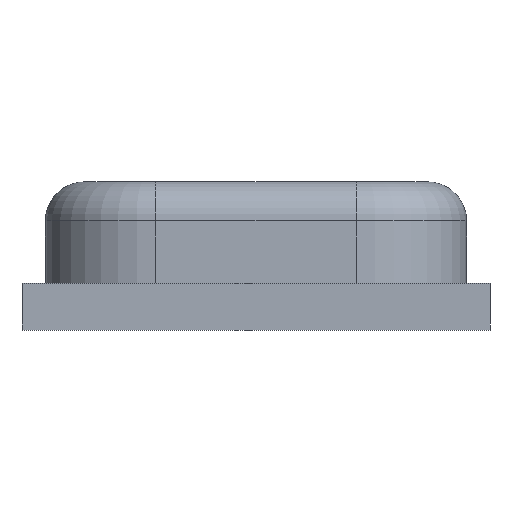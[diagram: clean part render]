
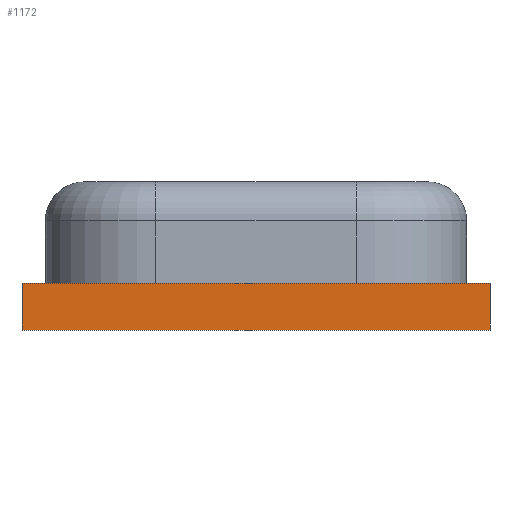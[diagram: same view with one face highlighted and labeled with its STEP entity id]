
A CAD part, front view. The second image highlights one B-rep face of the part: STEP entity #1172.
In plain terms, the highlighted planar face has unit normal (0, -1, 0).
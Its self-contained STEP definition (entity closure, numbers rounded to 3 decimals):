
#128 = PLANE('',#129);
#129 = AXIS2_PLACEMENT_3D('',#130,#131,#132);
#130 = CARTESIAN_POINT('',(-1.5,2.5,0.3));
#131 = DIRECTION('',(0.,0.,1.));
#132 = DIRECTION('',(1.,0.,0.));
#339 = VERTEX_POINT('',#340);
#340 = CARTESIAN_POINT('',(-1.5,-2.5,0.3));
#354 = PLANE('',#355);
#355 = AXIS2_PLACEMENT_3D('',#356,#357,#358);
#356 = CARTESIAN_POINT('',(-1.5,-2.5,0.));
#357 = DIRECTION('',(-1.,0.,0.));
#358 = DIRECTION('',(0.,1.,0.));
#366 = EDGE_CURVE('',#367,#339,#369,.T.);
#367 = VERTEX_POINT('',#368);
#368 = CARTESIAN_POINT('',(1.5,-2.5,0.3));
#369 = SURFACE_CURVE('',#370,(#374,#381),.PCURVE_S1.);
#370 = LINE('',#371,#372);
#371 = CARTESIAN_POINT('',(1.5,-2.5,0.3));
#372 = VECTOR('',#373,1.);
#373 = DIRECTION('',(-1.,0.,0.));
#374 = PCURVE('',#128,#375);
#375 = DEFINITIONAL_REPRESENTATION('',(#376),#380);
#376 = LINE('',#377,#378);
#377 = CARTESIAN_POINT('',(3.,-5.));
#378 = VECTOR('',#379,1.);
#379 = DIRECTION('',(-1.,0.));
#380 = ( GEOMETRIC_REPRESENTATION_CONTEXT(2) 
PARAMETRIC_REPRESENTATION_CONTEXT() REPRESENTATION_CONTEXT('2D SPACE',''
  ) );
#381 = PCURVE('',#382,#387);
#382 = PLANE('',#383);
#383 = AXIS2_PLACEMENT_3D('',#384,#385,#386);
#384 = CARTESIAN_POINT('',(1.5,-2.5,0.));
#385 = DIRECTION('',(0.,-1.,0.));
#386 = DIRECTION('',(-1.,0.,0.));
#387 = DEFINITIONAL_REPRESENTATION('',(#388),#392);
#388 = LINE('',#389,#390);
#389 = CARTESIAN_POINT('',(0.,-0.3));
#390 = VECTOR('',#391,1.);
#391 = DIRECTION('',(1.,0.));
#392 = ( GEOMETRIC_REPRESENTATION_CONTEXT(2) 
PARAMETRIC_REPRESENTATION_CONTEXT() REPRESENTATION_CONTEXT('2D SPACE',''
  ) );
#408 = PLANE('',#409);
#409 = AXIS2_PLACEMENT_3D('',#410,#411,#412);
#410 = CARTESIAN_POINT('',(1.5,2.5,0.));
#411 = DIRECTION('',(1.,0.,0.));
#412 = DIRECTION('',(0.,-1.,0.));
#1063 = PLANE('',#1064);
#1064 = AXIS2_PLACEMENT_3D('',#1065,#1066,#1067);
#1065 = CARTESIAN_POINT('',(-1.5,2.5,0.));
#1066 = DIRECTION('',(0.,0.,1.));
#1067 = DIRECTION('',(1.,0.,0.));
#1078 = EDGE_CURVE('',#1079,#339,#1081,.T.);
#1079 = VERTEX_POINT('',#1080);
#1080 = CARTESIAN_POINT('',(-1.5,-2.5,0.));
#1081 = SURFACE_CURVE('',#1082,(#1086,#1093),.PCURVE_S1.);
#1082 = LINE('',#1083,#1084);
#1083 = CARTESIAN_POINT('',(-1.5,-2.5,0.));
#1084 = VECTOR('',#1085,1.);
#1085 = DIRECTION('',(0.,0.,1.));
#1086 = PCURVE('',#354,#1087);
#1087 = DEFINITIONAL_REPRESENTATION('',(#1088),#1092);
#1088 = LINE('',#1089,#1090);
#1089 = CARTESIAN_POINT('',(0.,0.));
#1090 = VECTOR('',#1091,1.);
#1091 = DIRECTION('',(0.,-1.));
#1092 = ( GEOMETRIC_REPRESENTATION_CONTEXT(2) 
PARAMETRIC_REPRESENTATION_CONTEXT() REPRESENTATION_CONTEXT('2D SPACE',''
  ) );
#1093 = PCURVE('',#382,#1094);
#1094 = DEFINITIONAL_REPRESENTATION('',(#1095),#1099);
#1095 = LINE('',#1096,#1097);
#1096 = CARTESIAN_POINT('',(3.,0.));
#1097 = VECTOR('',#1098,1.);
#1098 = DIRECTION('',(0.,-1.));
#1099 = ( GEOMETRIC_REPRESENTATION_CONTEXT(2) 
PARAMETRIC_REPRESENTATION_CONTEXT() REPRESENTATION_CONTEXT('2D SPACE',''
  ) );
#1129 = EDGE_CURVE('',#1130,#367,#1132,.T.);
#1130 = VERTEX_POINT('',#1131);
#1131 = CARTESIAN_POINT('',(1.5,-2.5,0.));
#1132 = SURFACE_CURVE('',#1133,(#1137,#1144),.PCURVE_S1.);
#1133 = LINE('',#1134,#1135);
#1134 = CARTESIAN_POINT('',(1.5,-2.5,0.));
#1135 = VECTOR('',#1136,1.);
#1136 = DIRECTION('',(0.,0.,1.));
#1137 = PCURVE('',#408,#1138);
#1138 = DEFINITIONAL_REPRESENTATION('',(#1139),#1143);
#1139 = LINE('',#1140,#1141);
#1140 = CARTESIAN_POINT('',(5.,0.));
#1141 = VECTOR('',#1142,1.);
#1142 = DIRECTION('',(0.,-1.));
#1143 = ( GEOMETRIC_REPRESENTATION_CONTEXT(2) 
PARAMETRIC_REPRESENTATION_CONTEXT() REPRESENTATION_CONTEXT('2D SPACE',''
  ) );
#1144 = PCURVE('',#382,#1145);
#1145 = DEFINITIONAL_REPRESENTATION('',(#1146),#1150);
#1146 = LINE('',#1147,#1148);
#1147 = CARTESIAN_POINT('',(0.,0.));
#1148 = VECTOR('',#1149,1.);
#1149 = DIRECTION('',(0.,-1.));
#1150 = ( GEOMETRIC_REPRESENTATION_CONTEXT(2) 
PARAMETRIC_REPRESENTATION_CONTEXT() REPRESENTATION_CONTEXT('2D SPACE',''
  ) );
#1172 = ADVANCED_FACE('',(#1173),#382,.T.);
#1173 = FACE_BOUND('',#1174,.T.);
#1174 = EDGE_LOOP('',(#1175,#1176,#1177,#1178));
#1175 = ORIENTED_EDGE('',*,*,#1129,.T.);
#1176 = ORIENTED_EDGE('',*,*,#366,.T.);
#1177 = ORIENTED_EDGE('',*,*,#1078,.F.);
#1178 = ORIENTED_EDGE('',*,*,#1179,.F.);
#1179 = EDGE_CURVE('',#1130,#1079,#1180,.T.);
#1180 = SURFACE_CURVE('',#1181,(#1185,#1192),.PCURVE_S1.);
#1181 = LINE('',#1182,#1183);
#1182 = CARTESIAN_POINT('',(1.5,-2.5,0.));
#1183 = VECTOR('',#1184,1.);
#1184 = DIRECTION('',(-1.,0.,0.));
#1185 = PCURVE('',#382,#1186);
#1186 = DEFINITIONAL_REPRESENTATION('',(#1187),#1191);
#1187 = LINE('',#1188,#1189);
#1188 = CARTESIAN_POINT('',(0.,0.));
#1189 = VECTOR('',#1190,1.);
#1190 = DIRECTION('',(1.,0.));
#1191 = ( GEOMETRIC_REPRESENTATION_CONTEXT(2) 
PARAMETRIC_REPRESENTATION_CONTEXT() REPRESENTATION_CONTEXT('2D SPACE',''
  ) );
#1192 = PCURVE('',#1063,#1193);
#1193 = DEFINITIONAL_REPRESENTATION('',(#1194),#1198);
#1194 = LINE('',#1195,#1196);
#1195 = CARTESIAN_POINT('',(3.,-5.));
#1196 = VECTOR('',#1197,1.);
#1197 = DIRECTION('',(-1.,0.));
#1198 = ( GEOMETRIC_REPRESENTATION_CONTEXT(2) 
PARAMETRIC_REPRESENTATION_CONTEXT() REPRESENTATION_CONTEXT('2D SPACE',''
  ) );
